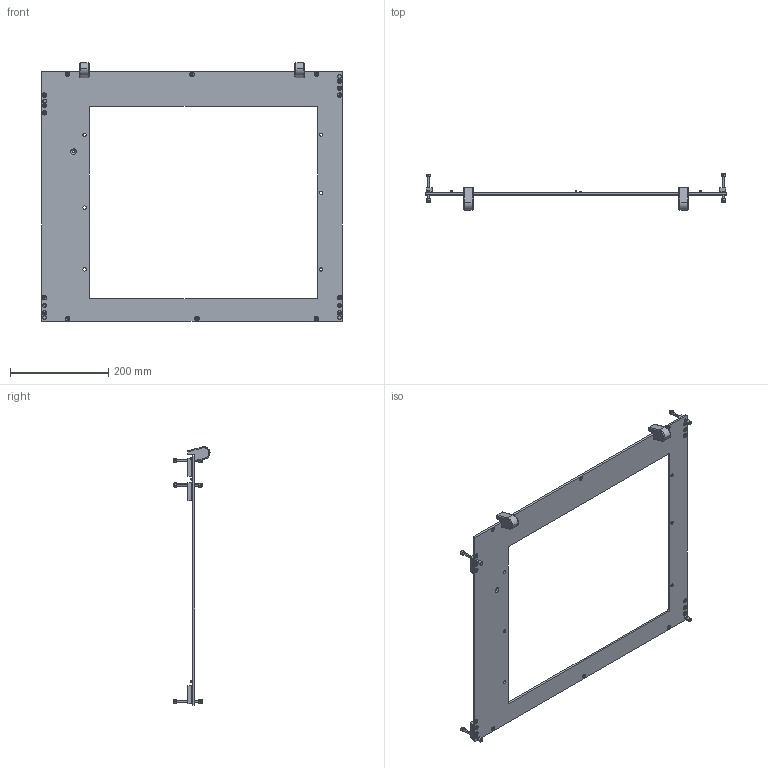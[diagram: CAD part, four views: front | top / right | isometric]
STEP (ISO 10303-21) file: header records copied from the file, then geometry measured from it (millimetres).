
FILE_DESCRIPTION (( 'STEP AP214' ), '1' );
FILE_NAME ('INGUN_115272.STEP', '2024-08-21T08:52:32', ( '' ), ( '' ), 'SwSTEP 2.0', 'SolidWorks 2021', '' );
FILE_SCHEMA (( 'AUTOMOTIVE_DESIGN' ));
Length unit declared in the file: millimetre
Products named in the file (9): 115254~2; DIN7991~n_M04,0x012; 23420~1; DIN7991~n_M04,0x008 VA; 23419~3; DIN7991~n_M04,0x014 VA; 23107~0; 13892~3; INGUN_115272
Assembly tree (37 placements, depth 2):
  INGUN_115272
    115254~2
    13892~3  x2
    23419~3  x4
    23107~0  x4
    23420~1  x4
    DIN7991~n_M04,0x012  x4
    DIN7991~n_M04,0x008 VA  x10
    DIN7991~n_M04,0x014 VA  x8
Bounding box: 612 x 73.38 x 525.97 mm (x, y, z)
Volume: 566390.4 mm3; surface area: 301190.8 mm2
Topology: 37 solids, 37 shells, 964 faces, 2334 edges, 1478 vertices
Faces by surface type: cylinder 620, plane 170, cone 158, torus 16
Entity records: 9274 total; most frequent: DIRECTION 1716, CARTESIAN_POINT 1457, ORIENTED_EDGE 1380, AXIS2_PLACEMENT_3D 709, EDGE_CURVE 690, VERTEX_POINT 434, CIRCLE 388, EDGE_LOOP 364
